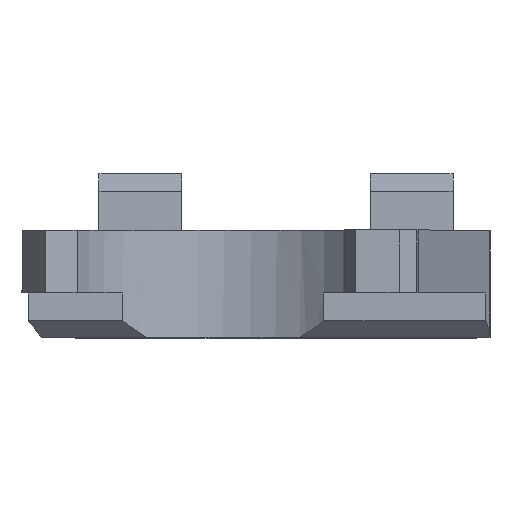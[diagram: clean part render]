
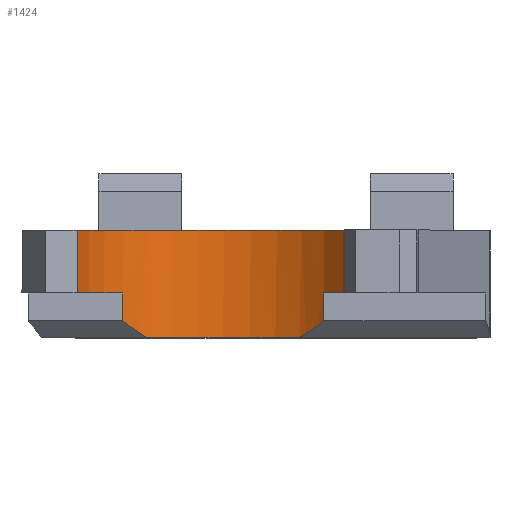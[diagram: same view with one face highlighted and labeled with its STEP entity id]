
A CAD part, top view. The second image highlights one B-rep face of the part: STEP entity #1424.
In plain terms, the highlighted cylindrical face has radius 18.7 mm (diameter 37.4 mm), a partial arc.
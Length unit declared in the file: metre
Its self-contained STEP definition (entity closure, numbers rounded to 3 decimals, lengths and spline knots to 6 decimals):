
#24=CYLINDRICAL_SURFACE('',#1540,0.0187);
#34=ELLIPSE('',#1542,0.026446,0.0187);
#35=ELLIPSE('',#1543,0.026446,0.0187);
#163=LINE('',#2287,#319);
#164=LINE('',#2288,#320);
#165=LINE('',#2293,#321);
#166=LINE('',#2294,#322);
#319=VECTOR('',#1866,1.);
#320=VECTOR('',#1867,1.);
#321=VECTOR('',#1872,1.);
#322=VECTOR('',#1873,1.);
#639=ORIENTED_EDGE('',*,*,#899,.T.);
#640=ORIENTED_EDGE('',*,*,#900,.T.);
#641=ORIENTED_EDGE('',*,*,#743,.F.);
#642=ORIENTED_EDGE('',*,*,#901,.F.);
#643=ORIENTED_EDGE('',*,*,#902,.T.);
#644=ORIENTED_EDGE('',*,*,#761,.F.);
#645=ORIENTED_EDGE('',*,*,#903,.T.);
#646=ORIENTED_EDGE('',*,*,#904,.T.);
#647=ORIENTED_EDGE('',*,*,#750,.F.);
#648=ORIENTED_EDGE('',*,*,#905,.T.);
#743=EDGE_CURVE('',#938,#939,#1070,.T.);
#750=EDGE_CURVE('',#945,#946,#1072,.T.);
#761=EDGE_CURVE('',#956,#957,#1081,.F.);
#899=EDGE_CURVE('',#1054,#1055,#1096,.T.);
#900=EDGE_CURVE('',#1055,#939,#163,.T.);
#901=EDGE_CURVE('',#1056,#938,#164,.T.);
#902=EDGE_CURVE('',#1056,#957,#34,.T.);
#903=EDGE_CURVE('',#956,#1057,#35,.T.);
#904=EDGE_CURVE('',#1057,#946,#165,.T.);
#905=EDGE_CURVE('',#945,#1054,#166,.F.);
#938=VERTEX_POINT('',#1949);
#939=VERTEX_POINT('',#1951);
#945=VERTEX_POINT('',#1964);
#946=VERTEX_POINT('',#1966);
#956=VERTEX_POINT('',#1988);
#957=VERTEX_POINT('',#1989);
#1054=VERTEX_POINT('',#2285);
#1055=VERTEX_POINT('',#2286);
#1056=VERTEX_POINT('',#2289);
#1057=VERTEX_POINT('',#2292);
#1070=CIRCLE('',#1457,0.0187);
#1072=CIRCLE('',#1460,0.0187);
#1081=CIRCLE('',#1470,0.0187);
#1096=CIRCLE('',#1541,0.0187);
#1184=EDGE_LOOP('',(#639,#640,#641,#642,#643,#644,#645,#646,#647,#648));
#1291=FACE_BOUND('',#1184,.T.);
#1424=ADVANCED_FACE('',(#1291),#24,.F.);
#1457=AXIS2_PLACEMENT_3D('',#1950,#1573,#1574);
#1460=AXIS2_PLACEMENT_3D('',#1965,#1584,#1585);
#1470=AXIS2_PLACEMENT_3D('',#1987,#1606,#1607);
#1540=AXIS2_PLACEMENT_3D('',#2283,#1862,#1863);
#1541=AXIS2_PLACEMENT_3D('',#2284,#1864,#1865);
#1542=AXIS2_PLACEMENT_3D('',#2290,#1868,#1869);
#1543=AXIS2_PLACEMENT_3D('',#2291,#1870,#1871);
#1573=DIRECTION('',(0.,1.,0.));
#1574=DIRECTION('',(-1.,0.,0.));
#1584=DIRECTION('',(0.,1.,0.));
#1585=DIRECTION('',(-1.,0.,0.));
#1606=DIRECTION('',(0.,-1.,0.));
#1607=DIRECTION('',(1.,0.,0.));
#1862=DIRECTION('',(0.,-1.,0.));
#1863=DIRECTION('',(1.,0.,0.));
#1864=DIRECTION('',(0.,1.,0.));
#1865=DIRECTION('',(-1.,0.,0.));
#1866=DIRECTION('',(0.,-1.,0.));
#1867=DIRECTION('',(0.,1.,0.));
#1868=DIRECTION('',(0.,-0.707,0.707));
#1869=DIRECTION('',(0.,-0.707,-0.707));
#1870=DIRECTION('',(0.,-0.707,0.707));
#1871=DIRECTION('',(0.,-0.707,-0.707));
#1872=DIRECTION('',(0.,1.,0.));
#1873=DIRECTION('',(0.,-1.,0.));
#1949=CARTESIAN_POINT('',(-0.018339,-0.002694,0.01275));
#1950=CARTESIAN_POINT('',(-0.006312,-0.002694,0.027069));
#1951=CARTESIAN_POINT('',(-0.023798,-0.002694,0.020442));
#1964=CARTESIAN_POINT('',(0.008168,-0.002694,0.038902));
#1965=CARTESIAN_POINT('',(-0.006312,-0.002694,0.027069));
#1966=CARTESIAN_POINT('',(0.005715,-0.002694,0.01275));
#1987=CARTESIAN_POINT('',(-0.006312,-0.008,0.027069));
#1988=CARTESIAN_POINT('',(0.002818,-0.008,0.01075));
#1989=CARTESIAN_POINT('',(-0.015443,-0.008,0.01075));
#2283=CARTESIAN_POINT('',(-0.006312,0.004806,0.027069));
#2284=CARTESIAN_POINT('',(-0.006312,0.004806,0.027069));
#2285=CARTESIAN_POINT('',(0.008168,0.004806,0.038902));
#2286=CARTESIAN_POINT('',(-0.023798,0.004806,0.020442));
#2287=CARTESIAN_POINT('',(-0.023798,0.004806,0.020442));
#2288=CARTESIAN_POINT('',(-0.018339,-0.008002,0.01275));
#2289=CARTESIAN_POINT('',(-0.018339,-0.006,0.01275));
#2290=CARTESIAN_POINT('',(-0.006312,0.008319,0.027069));
#2291=CARTESIAN_POINT('',(-0.006312,0.008319,0.027069));
#2292=CARTESIAN_POINT('',(0.005715,-0.006,0.01275));
#2293=CARTESIAN_POINT('',(0.005715,-0.008002,0.01275));
#2294=CARTESIAN_POINT('',(0.008168,0.004806,0.038902));
